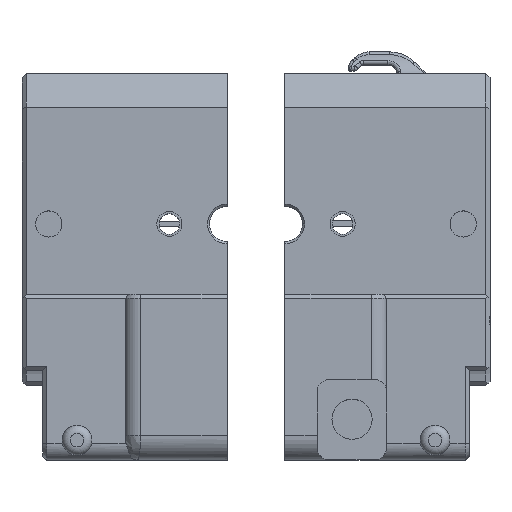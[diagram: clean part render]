
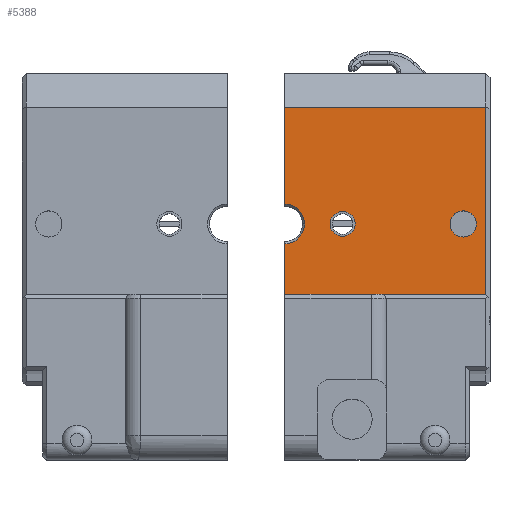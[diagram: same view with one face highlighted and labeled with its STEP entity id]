
A CAD part, top view. The second image highlights one B-rep face of the part: STEP entity #5388.
In plain terms, the highlighted planar face has unit normal (0, 0, 1).
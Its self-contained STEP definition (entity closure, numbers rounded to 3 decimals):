
#5271=CARTESIAN_POINT('',(103.067,724.087,34.));
#5272=VERTEX_POINT('',#5271);
#5281=CARTESIAN_POINT('',(101.467,724.087,34.));
#5282=DIRECTION('',(0.,0.,1.));
#5283=DIRECTION('',(1.,-0.,0.));
#5284=AXIS2_PLACEMENT_3D('',#5281,#5282,#5283);
#5285=CIRCLE('',#5284,1.6);
#5286=EDGE_CURVE('',#5272,#5272,#5285,.T.);
#5309=CARTESIAN_POINT('',(-33.033,629.601,34.));
#5310=DIRECTION('',(0.,0.,1.));
#5311=DIRECTION('',(1.,-0.,0.));
#5312=AXIS2_PLACEMENT_3D('',#5309,#5310,#5311);
#5313=PLANE('',#5312);
#5314=ORIENTED_EDGE('',*,*,#5286,.F.);
#5315=EDGE_LOOP('',(#5314));
#5316=FACE_BOUND('',#5315,.T.);
#5317=CARTESIAN_POINT('',(104.217,715.487,34.));
#5318=VERTEX_POINT('',#5317);
#5319=CARTESIAN_POINT('',(79.717,715.487,34.));
#5320=VERTEX_POINT('',#5319);
#5321=CARTESIAN_POINT('',(104.217,715.487,34.));
#5322=DIRECTION('',(-1.,0.,0.));
#5323=VECTOR('',#5322,24.5);
#5324=LINE('',#5321,#5323);
#5325=EDGE_CURVE('',#5318,#5320,#5324,.T.);
#5326=ORIENTED_EDGE('',*,*,#5325,.F.);
#5327=CARTESIAN_POINT('',(104.217,738.325,34.));
#5328=VERTEX_POINT('',#5327);
#5329=CARTESIAN_POINT('',(104.217,715.487,34.));
#5330=DIRECTION('',(0.,1.,0.));
#5331=VECTOR('',#5330,22.838);
#5332=LINE('',#5329,#5331);
#5333=EDGE_CURVE('',#5318,#5328,#5332,.T.);
#5334=ORIENTED_EDGE('',*,*,#5333,.T.);
#5335=CARTESIAN_POINT('',(79.717,738.325,34.));
#5336=VERTEX_POINT('',#5335);
#5337=CARTESIAN_POINT('',(104.217,738.325,34.));
#5338=DIRECTION('',(-1.,0.,0.));
#5339=VECTOR('',#5338,24.5);
#5340=LINE('',#5337,#5339);
#5341=EDGE_CURVE('',#5328,#5336,#5340,.T.);
#5342=ORIENTED_EDGE('',*,*,#5341,.T.);
#5343=CARTESIAN_POINT('',(79.717,726.504,34.));
#5344=VERTEX_POINT('',#5343);
#5345=CARTESIAN_POINT('',(79.717,726.504,34.));
#5346=DIRECTION('',(0.,1.,0.));
#5347=VECTOR('',#5346,11.821);
#5348=LINE('',#5345,#5347);
#5349=EDGE_CURVE('',#5344,#5336,#5348,.T.);
#5350=ORIENTED_EDGE('',*,*,#5349,.F.);
#5351=CARTESIAN_POINT('',(82.135,724.087,34.));
#5352=VERTEX_POINT('',#5351);
#5353=CARTESIAN_POINT('',(79.717,724.087,34.));
#5354=DIRECTION('',(-0.,-0.,-1.));
#5355=DIRECTION('',(1.,-0.,0.));
#5356=AXIS2_PLACEMENT_3D('',#5353,#5354,#5355);
#5357=CIRCLE('',#5356,2.417);
#5358=EDGE_CURVE('',#5344,#5352,#5357,.T.);
#5359=ORIENTED_EDGE('',*,*,#5358,.T.);
#5360=CARTESIAN_POINT('',(79.717,721.669,34.));
#5361=VERTEX_POINT('',#5360);
#5362=CARTESIAN_POINT('',(79.717,724.087,34.));
#5363=DIRECTION('',(-0.,-0.,-1.));
#5364=DIRECTION('',(1.,-0.,0.));
#5365=AXIS2_PLACEMENT_3D('',#5362,#5363,#5364);
#5366=CIRCLE('',#5365,2.417);
#5367=EDGE_CURVE('',#5352,#5361,#5366,.T.);
#5368=ORIENTED_EDGE('',*,*,#5367,.T.);
#5369=CARTESIAN_POINT('',(79.717,715.487,34.));
#5370=DIRECTION('',(0.,1.,0.));
#5371=VECTOR('',#5370,6.183);
#5372=LINE('',#5369,#5371);
#5373=EDGE_CURVE('',#5320,#5361,#5372,.T.);
#5374=ORIENTED_EDGE('',*,*,#5373,.F.);
#5375=EDGE_LOOP('',(#5326,#5334,#5342,#5350,#5359,#5368,#5374));
#5376=FACE_BOUND('',#5375,.T.);
#5377=CARTESIAN_POINT('',(88.292,724.087,34.));
#5378=VERTEX_POINT('',#5377);
#5379=CARTESIAN_POINT('',(86.767,724.087,34.));
#5380=DIRECTION('',(0.,0.,1.));
#5381=DIRECTION('',(1.,-0.,0.));
#5382=AXIS2_PLACEMENT_3D('',#5379,#5380,#5381);
#5383=CIRCLE('',#5382,1.525);
#5384=EDGE_CURVE('',#5378,#5378,#5383,.T.);
#5385=ORIENTED_EDGE('',*,*,#5384,.F.);
#5386=EDGE_LOOP('',(#5385));
#5387=FACE_BOUND('',#5386,.T.);
#5388=ADVANCED_FACE('',(#5316,#5376,#5387),#5313,.T.);
